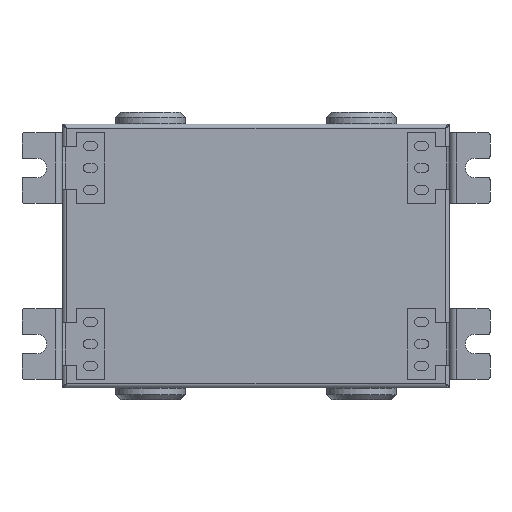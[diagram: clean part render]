
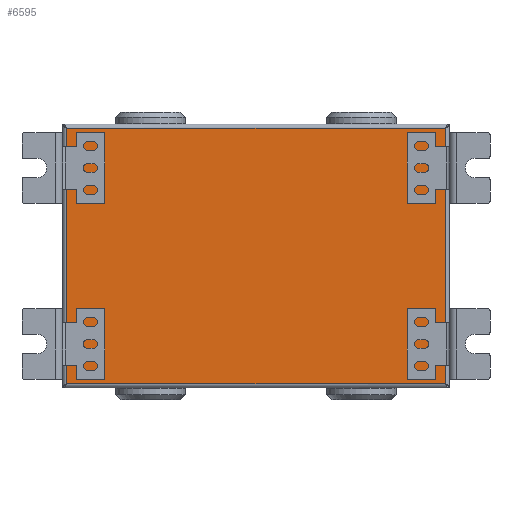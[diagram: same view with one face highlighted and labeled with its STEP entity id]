
A CAD part, front view. The second image highlights one B-rep face of the part: STEP entity #6595.
In plain terms, the highlighted planar face has unit normal (0, -1, 0).
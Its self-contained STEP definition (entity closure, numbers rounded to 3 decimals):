
#27=DIRECTION('',(0.,0.,-1.));
#28=VECTOR('',#27,145.1);
#29=CARTESIAN_POINT('',(107.55,0.,72.55));
#30=LINE('',#29,#28);
#363=DIRECTION('',(-1.,0.,0.));
#364=VECTOR('',#363,215.1);
#365=CARTESIAN_POINT('',(107.55,0.,-72.55));
#366=LINE('',#365,#364);
#409=DIRECTION('',(0.,0.,-1.));
#410=VECTOR('',#409,145.1);
#411=CARTESIAN_POINT('',(-107.55,0.,72.55));
#412=LINE('',#411,#410);
#1844=DIRECTION('',(-1.,0.,0.));
#1845=VECTOR('',#1844,215.1);
#1846=CARTESIAN_POINT('',(107.55,0.,72.55));
#1847=LINE('',#1846,#1845);
#4902=CARTESIAN_POINT('',(107.55,0.,72.55));
#4903=CARTESIAN_POINT('',(107.55,0.,-72.55));
#4904=VERTEX_POINT('',#4902);
#4905=VERTEX_POINT('',#4903);
#4918=CARTESIAN_POINT('',(-107.55,0.,72.55));
#4919=CARTESIAN_POINT('',(-107.55,0.,-72.55));
#4920=VERTEX_POINT('',#4918);
#4921=VERTEX_POINT('',#4919);
#6582=CARTESIAN_POINT('',(-107.55,0.,73.75));
#6583=DIRECTION('',(0.,-1.,0.));
#6584=DIRECTION('',(1.,0.,0.));
#6585=AXIS2_PLACEMENT_3D('',#6582,#6583,#6584);
#6586=PLANE('',#6585);
#6587=ORIENTED_EDGE('',*,*,#6573,.T.);
#6589=ORIENTED_EDGE('',*,*,#6588,.F.);
#6591=ORIENTED_EDGE('',*,*,#6590,.F.);
#6592=ORIENTED_EDGE('',*,*,#6107,.T.);
#6593=EDGE_LOOP('',(#6587,#6589,#6591,#6592));
#6594=FACE_OUTER_BOUND('',#6593,.F.);
#6595=ADVANCED_FACE('',(#6594),#6586,.T.);
#6107=EDGE_CURVE('',#4904,#4905,#30,.T.);
#6573=EDGE_CURVE('',#4905,#4921,#366,.T.);
#6588=EDGE_CURVE('',#4920,#4921,#412,.T.);
#6590=EDGE_CURVE('',#4904,#4920,#1847,.T.);
